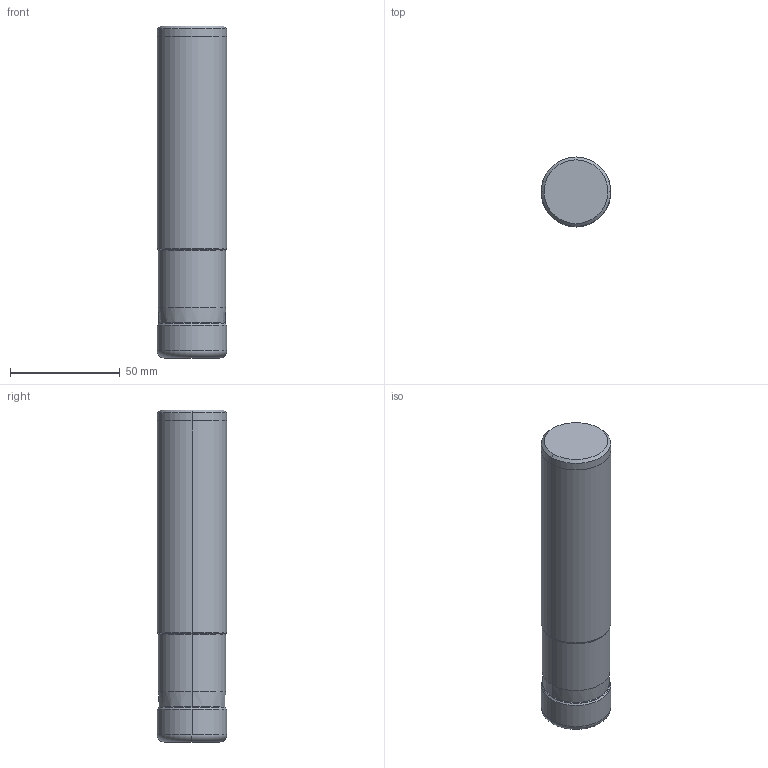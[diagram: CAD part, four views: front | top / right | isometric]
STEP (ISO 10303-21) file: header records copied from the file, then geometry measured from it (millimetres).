
FILE_DESCRIPTION(/* description */ (''),/* implementation_level */ '2;1');
FILE_NAME(/* name */ 'BXD4000R202SA20S_IR0_125.stp',/* time_stamp */ '2023-03-06T12:41:39+09:00',/* author */ (''),/* organization */ (''),/* preprocessor_version */ 'ST-DEVELOPER v16',/* originating_system */ 'SIEMENS PLM Software NX 10.0',/* authorisation */ '');
FILE_SCHEMA (('AUTOMOTIVE_DESIGN { 1 0 10303 214 3 1 1 1 }'));
Length unit declared in the file: millimetre
Products named in the file (1): BXD4000R202SA20S_IR0_125_ASM_2_ASM
Bounding box: 31.75 x 31.75 x 151.41 mm (x, y, z)
Volume: 126085.2 mm3; surface area: 19692.9 mm2
Topology: 2 solids, 2 shells, 53 faces, 118 edges, 85 vertices
Faces by surface type: cone 30, torus 10, cylinder 8, plane 5
Entity records: 1590 total; most frequent: DIRECTION 304, CARTESIAN_POINT 254, ORIENTED_EDGE 208, AXIS2_PLACEMENT_3D 127, EDGE_CURVE 104, CIRCLE 66, EDGE_LOOP 56, VERTEX_POINT 56
